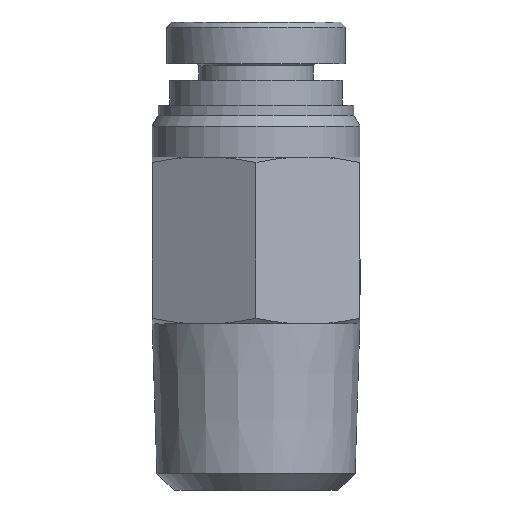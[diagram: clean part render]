
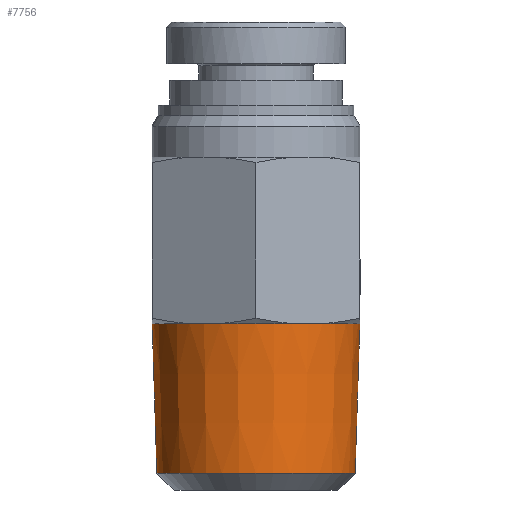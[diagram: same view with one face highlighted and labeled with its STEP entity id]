
A CAD part, left-side view. The second image highlights one B-rep face of the part: STEP entity #7756.
In plain terms, the highlighted conical face has half-angle 1.79 degrees and reference radius 4.865 mm.
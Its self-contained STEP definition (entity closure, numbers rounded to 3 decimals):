
#7725=CARTESIAN_POINT('',(-4.765,0.8,0.));
#7726=VERTEX_POINT('',#7725);
#7727=CARTESIAN_POINT('',(0.,0.8,0.));
#7728=DIRECTION('',(0.0,-1.0,0.0));
#7729=DIRECTION('',(1.0,0.0,0.0));
#7730=AXIS2_PLACEMENT_3D('',#7727,#7728,#7729);
#7731=CIRCLE('',#7730,4.765);
#7732=EDGE_CURVE('',#7726,#7726,#7731,.T.);
#7737=CARTESIAN_POINT('',(0.,4.0,0.0));
#7738=DIRECTION('',(0.,1.0,0.0));
#7739=DIRECTION('',(-1.0,0.0,0.0));
#7740=AXIS2_PLACEMENT_3D('',#7737,#7738,#7739);
#7741=CONICAL_SURFACE('',#7740,4.865,1.79);
#7742=CARTESIAN_POINT('',(-4.99,8.,0.0));
#7743=VERTEX_POINT('',#7742);
#7744=CARTESIAN_POINT('',(0.,8.0,0.0));
#7745=DIRECTION('',(0.0,1.0,0.0));
#7746=DIRECTION('',(-1.0,0.0,0.0));
#7747=AXIS2_PLACEMENT_3D('',#7744,#7745,#7746);
#7748=CIRCLE('',#7747,4.99);
#7749=EDGE_CURVE('',#7743,#7743,#7748,.T.);
#7750=ORIENTED_EDGE('',*,*,#7749,.F.);
#7751=EDGE_LOOP('',(#7750));
#7752=FACE_OUTER_BOUND('',#7751,.T.);
#7753=ORIENTED_EDGE('',*,*,#7732,.F.);
#7754=EDGE_LOOP('',(#7753));
#7755=FACE_BOUND('',#7754,.T.);
#7756=ADVANCED_FACE('',(#7752,#7755),#7741,.T.);
